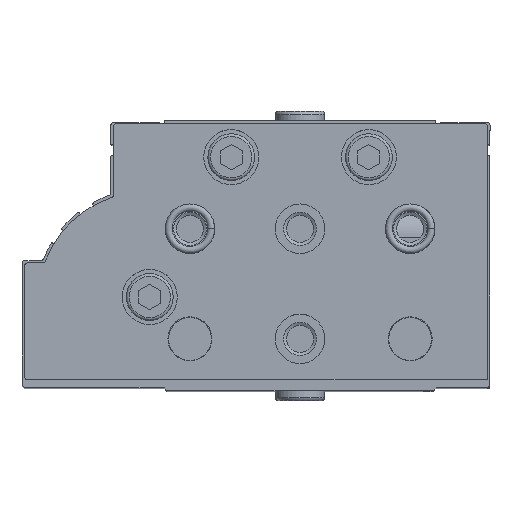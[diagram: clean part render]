
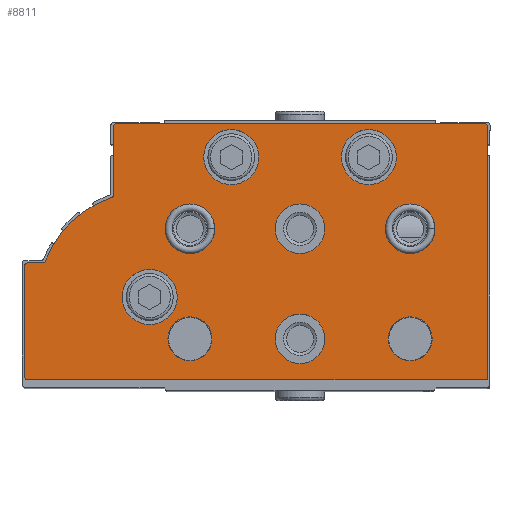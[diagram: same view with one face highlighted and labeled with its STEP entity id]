
A CAD part, top view. The second image highlights one B-rep face of the part: STEP entity #8811.
In plain terms, the highlighted face is planar.
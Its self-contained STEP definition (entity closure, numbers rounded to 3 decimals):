
#909=LINE('',#14766,#1630);
#911=LINE('',#14770,#1632);
#914=LINE('',#14778,#1635);
#917=LINE('',#14786,#1638);
#922=LINE('',#14802,#1643);
#925=LINE('',#14810,#1646);
#1630=VECTOR('',#11922,1000.);
#1632=VECTOR('',#11926,1000.);
#1635=VECTOR('',#11935,1000.);
#1638=VECTOR('',#11944,1000.);
#1643=VECTOR('',#11963,1000.);
#1646=VECTOR('',#11972,1000.);
#3507=ORIENTED_EDGE('',*,*,#5118,.T.);
#3508=ORIENTED_EDGE('',*,*,#5119,.T.);
#3509=ORIENTED_EDGE('',*,*,#5120,.T.);
#3510=ORIENTED_EDGE('',*,*,#5121,.T.);
#3511=ORIENTED_EDGE('',*,*,#5122,.T.);
#3512=ORIENTED_EDGE('',*,*,#5123,.T.);
#3513=ORIENTED_EDGE('',*,*,#5124,.T.);
#3514=ORIENTED_EDGE('',*,*,#5125,.T.);
#3515=ORIENTED_EDGE('',*,*,#5126,.T.);
#3516=ORIENTED_EDGE('',*,*,#5091,.F.);
#3517=ORIENTED_EDGE('',*,*,#5116,.F.);
#3518=ORIENTED_EDGE('',*,*,#5114,.F.);
#3519=ORIENTED_EDGE('',*,*,#5112,.F.);
#3520=ORIENTED_EDGE('',*,*,#5110,.T.);
#3521=ORIENTED_EDGE('',*,*,#5108,.F.);
#3522=ORIENTED_EDGE('',*,*,#5106,.T.);
#3523=ORIENTED_EDGE('',*,*,#5104,.F.);
#3524=ORIENTED_EDGE('',*,*,#5102,.F.);
#3525=ORIENTED_EDGE('',*,*,#5100,.F.);
#3526=ORIENTED_EDGE('',*,*,#5098,.F.);
#3527=ORIENTED_EDGE('',*,*,#5096,.F.);
#3528=ORIENTED_EDGE('',*,*,#5094,.F.);
#5091=EDGE_CURVE('',#6068,#6069,#6577,.T.);
#5094=EDGE_CURVE('',#6069,#6070,#909,.T.);
#5096=EDGE_CURVE('',#6070,#6071,#911,.T.);
#5098=EDGE_CURVE('',#6071,#6072,#6578,.T.);
#5100=EDGE_CURVE('',#6072,#6073,#914,.T.);
#5102=EDGE_CURVE('',#6073,#6074,#6579,.T.);
#5104=EDGE_CURVE('',#6074,#6075,#917,.T.);
#5106=EDGE_CURVE('',#6076,#6075,#6580,.T.);
#5108=EDGE_CURVE('',#6076,#6077,#6581,.T.);
#5110=EDGE_CURVE('',#6078,#6077,#6582,.T.);
#5112=EDGE_CURVE('',#6078,#6079,#922,.T.);
#5114=EDGE_CURVE('',#6079,#6080,#6583,.T.);
#5116=EDGE_CURVE('',#6080,#6068,#925,.T.);
#5118=EDGE_CURVE('',#6081,#6081,#6584,.T.);
#5119=EDGE_CURVE('',#6082,#6082,#6585,.T.);
#5120=EDGE_CURVE('',#6083,#6083,#6586,.T.);
#5121=EDGE_CURVE('',#6084,#6084,#6587,.T.);
#5122=EDGE_CURVE('',#6085,#6085,#6588,.T.);
#5123=EDGE_CURVE('',#6086,#6086,#6589,.T.);
#5124=EDGE_CURVE('',#6087,#6087,#6590,.T.);
#5125=EDGE_CURVE('',#6088,#6088,#6591,.T.);
#5126=EDGE_CURVE('',#6089,#6089,#6592,.T.);
#6068=VERTEX_POINT('',#14761);
#6069=VERTEX_POINT('',#14762);
#6070=VERTEX_POINT('',#14767);
#6071=VERTEX_POINT('',#14771);
#6072=VERTEX_POINT('',#14775);
#6073=VERTEX_POINT('',#14779);
#6074=VERTEX_POINT('',#14783);
#6075=VERTEX_POINT('',#14787);
#6076=VERTEX_POINT('',#14791);
#6077=VERTEX_POINT('',#14795);
#6078=VERTEX_POINT('',#14799);
#6079=VERTEX_POINT('',#14803);
#6080=VERTEX_POINT('',#14807);
#6081=VERTEX_POINT('',#14814);
#6082=VERTEX_POINT('',#14816);
#6083=VERTEX_POINT('',#14818);
#6084=VERTEX_POINT('',#14820);
#6085=VERTEX_POINT('',#14822);
#6086=VERTEX_POINT('',#14824);
#6087=VERTEX_POINT('',#14826);
#6088=VERTEX_POINT('',#14828);
#6089=VERTEX_POINT('',#14830);
#6577=CIRCLE('',#9726,0.5);
#6578=CIRCLE('',#9730,0.5);
#6579=CIRCLE('',#9733,0.5);
#6580=CIRCLE('',#9736,0.5);
#6581=CIRCLE('',#9738,19.5);
#6582=CIRCLE('',#9740,0.5);
#6583=CIRCLE('',#9743,0.5);
#6584=CIRCLE('',#9746,5.);
#6585=CIRCLE('',#9747,5.);
#6586=CIRCLE('',#9748,5.);
#6587=CIRCLE('',#9749,4.5);
#6588=CIRCLE('',#9750,4.5);
#6589=CIRCLE('',#9751,4.5);
#6590=CIRCLE('',#9752,4.5);
#6591=CIRCLE('',#9753,4.);
#6592=CIRCLE('',#9754,4.);
#7162=EDGE_LOOP('',(#3507));
#7163=EDGE_LOOP('',(#3508));
#7164=EDGE_LOOP('',(#3509));
#7165=EDGE_LOOP('',(#3510));
#7166=EDGE_LOOP('',(#3511));
#7167=EDGE_LOOP('',(#3512));
#7168=EDGE_LOOP('',(#3513));
#7169=EDGE_LOOP('',(#3514));
#7170=EDGE_LOOP('',(#3515));
#7171=EDGE_LOOP('',(#3516,#3517,#3518,#3519,#3520,#3521,#3522,#3523,#3524,
#3525,#3526,#3527,#3528));
#7906=FACE_BOUND('',#7162,.T.);
#7907=FACE_BOUND('',#7163,.T.);
#7908=FACE_BOUND('',#7164,.T.);
#7909=FACE_BOUND('',#7165,.T.);
#7910=FACE_BOUND('',#7166,.T.);
#7911=FACE_BOUND('',#7167,.T.);
#7912=FACE_BOUND('',#7168,.T.);
#7913=FACE_BOUND('',#7169,.T.);
#7914=FACE_BOUND('',#7170,.T.);
#7915=FACE_BOUND('',#7171,.T.);
#8373=PLANE('',#9745);
#8811=ADVANCED_FACE('',(#7906,#7907,#7908,#7909,#7910,#7911,#7912,#7913,
#7914,#7915),#8373,.F.);
#9726=AXIS2_PLACEMENT_3D('',#14760,#11916,#11917);
#9730=AXIS2_PLACEMENT_3D('',#14774,#11930,#11931);
#9733=AXIS2_PLACEMENT_3D('',#14782,#11939,#11940);
#9736=AXIS2_PLACEMENT_3D('',#14790,#11948,#11949);
#9738=AXIS2_PLACEMENT_3D('',#14794,#11953,#11954);
#9740=AXIS2_PLACEMENT_3D('',#14798,#11958,#11959);
#9743=AXIS2_PLACEMENT_3D('',#14806,#11967,#11968);
#9745=AXIS2_PLACEMENT_3D('',#14812,#11974,#11975);
#9746=AXIS2_PLACEMENT_3D('',#14813,#11976,#11977);
#9747=AXIS2_PLACEMENT_3D('',#14815,#11978,#11979);
#9748=AXIS2_PLACEMENT_3D('',#14817,#11980,#11981);
#9749=AXIS2_PLACEMENT_3D('',#14819,#11982,#11983);
#9750=AXIS2_PLACEMENT_3D('',#14821,#11984,#11985);
#9751=AXIS2_PLACEMENT_3D('',#14823,#11986,#11987);
#9752=AXIS2_PLACEMENT_3D('',#14825,#11988,#11989);
#9753=AXIS2_PLACEMENT_3D('',#14827,#11990,#11991);
#9754=AXIS2_PLACEMENT_3D('',#14829,#11992,#11993);
#11916=DIRECTION('',(0.,0.,1.));
#11917=DIRECTION('',(1.,0.,0.));
#11922=DIRECTION('',(0.,-1.,0.));
#11926=DIRECTION('',(1.,0.,0.));
#11930=DIRECTION('',(0.,0.,1.));
#11931=DIRECTION('',(1.,0.,0.));
#11935=DIRECTION('',(0.,1.,0.));
#11939=DIRECTION('',(0.,0.,1.));
#11940=DIRECTION('',(1.,0.,0.));
#11944=DIRECTION('',(-1.,0.,0.));
#11948=DIRECTION('',(0.,0.,1.));
#11949=DIRECTION('',(1.,0.,0.));
#11953=DIRECTION('',(0.,0.,1.));
#11954=DIRECTION('',(1.,0.,0.));
#11958=DIRECTION('',(0.,0.,1.));
#11959=DIRECTION('',(1.,0.,0.));
#11963=DIRECTION('',(0.,1.,0.));
#11967=DIRECTION('',(0.,0.,1.));
#11968=DIRECTION('',(1.,0.,0.));
#11972=DIRECTION('',(-1.,0.,0.));
#11974=DIRECTION('',(0.,0.,1.));
#11975=DIRECTION('',(1.,0.,0.));
#11976=DIRECTION('',(0.,0.,1.));
#11977=DIRECTION('',(1.,0.,0.));
#11978=DIRECTION('',(0.,0.,1.));
#11979=DIRECTION('',(1.,0.,0.));
#11980=DIRECTION('',(0.,0.,1.));
#11981=DIRECTION('',(1.,0.,0.));
#11982=DIRECTION('',(0.,0.,1.));
#11983=DIRECTION('',(1.,0.,0.));
#11984=DIRECTION('',(0.,0.,1.));
#11985=DIRECTION('',(1.,0.,0.));
#11986=DIRECTION('',(0.,0.,1.));
#11987=DIRECTION('',(1.,0.,0.));
#11988=DIRECTION('',(0.,0.,1.));
#11989=DIRECTION('',(1.,0.,0.));
#11990=DIRECTION('',(0.,0.,1.));
#11991=DIRECTION('',(1.,0.,0.));
#11992=DIRECTION('',(0.,0.,1.));
#11993=DIRECTION('',(1.,0.,0.));
#14760=CARTESIAN_POINT('',(0.5,46.,0.));
#14761=CARTESIAN_POINT('',(0.5,46.5,0.));
#14762=CARTESIAN_POINT('',(0.,46.,0.));
#14766=CARTESIAN_POINT('',(0.,46.,0.));
#14767=CARTESIAN_POINT('',(0.,0.,0.));
#14770=CARTESIAN_POINT('',(0.,0.,0.));
#14771=CARTESIAN_POINT('',(83.5,0.,0.));
#14774=CARTESIAN_POINT('',(83.5,0.5,0.));
#14775=CARTESIAN_POINT('',(84.,0.5,0.));
#14778=CARTESIAN_POINT('',(84.,0.5,0.));
#14779=CARTESIAN_POINT('',(84.,20.7,0.));
#14782=CARTESIAN_POINT('',(83.5,20.7,0.));
#14783=CARTESIAN_POINT('',(83.5,21.2,0.));
#14786=CARTESIAN_POINT('',(83.5,21.2,0.));
#14787=CARTESIAN_POINT('',(80.697,21.2,0.));
#14790=CARTESIAN_POINT('',(80.697,21.7,0.));
#14791=CARTESIAN_POINT('',(80.23,21.523,0.));
#14794=CARTESIAN_POINT('',(62.,14.6,0.));
#14795=CARTESIAN_POINT('',(68.191,33.091,0.));
#14798=CARTESIAN_POINT('',(68.35,33.565,0.));
#14799=CARTESIAN_POINT('',(67.85,33.565,0.));
#14802=CARTESIAN_POINT('',(67.85,33.565,0.));
#14803=CARTESIAN_POINT('',(67.85,46.,0.));
#14806=CARTESIAN_POINT('',(67.35,46.,0.));
#14807=CARTESIAN_POINT('',(67.35,46.5,0.));
#14810=CARTESIAN_POINT('',(67.35,46.5,0.));
#14812=CARTESIAN_POINT('',(0.5,46.,0.));
#14813=CARTESIAN_POINT('',(61.3,15.,0.));
#14814=CARTESIAN_POINT('',(66.3,15.,0.));
#14815=CARTESIAN_POINT('',(46.5,40.4,0.));
#14816=CARTESIAN_POINT('',(51.5,40.4,0.));
#14817=CARTESIAN_POINT('',(21.5,40.4,0.));
#14818=CARTESIAN_POINT('',(26.5,40.4,0.));
#14819=CARTESIAN_POINT('',(54.,27.4,0.));
#14820=CARTESIAN_POINT('',(58.5,27.4,0.));
#14821=CARTESIAN_POINT('',(34.,27.4,0.));
#14822=CARTESIAN_POINT('',(38.5,27.4,0.));
#14823=CARTESIAN_POINT('',(14.,27.4,0.));
#14824=CARTESIAN_POINT('',(18.5,27.4,0.));
#14825=CARTESIAN_POINT('',(34.,7.4,0.));
#14826=CARTESIAN_POINT('',(38.5,7.4,0.));
#14827=CARTESIAN_POINT('',(54.,7.4,0.));
#14828=CARTESIAN_POINT('',(58.,7.4,0.));
#14829=CARTESIAN_POINT('',(14.,7.4,0.));
#14830=CARTESIAN_POINT('',(18.,7.4,0.));
